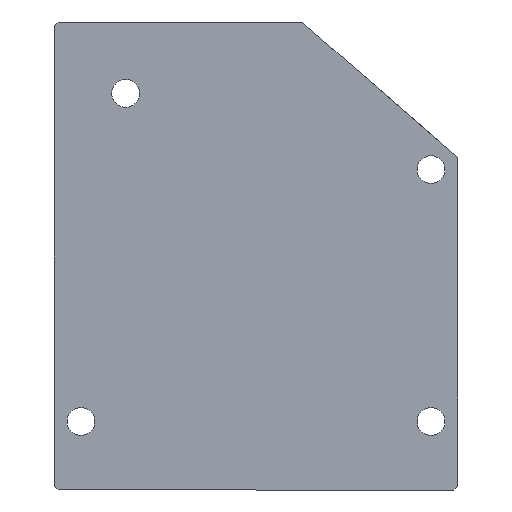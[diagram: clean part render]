
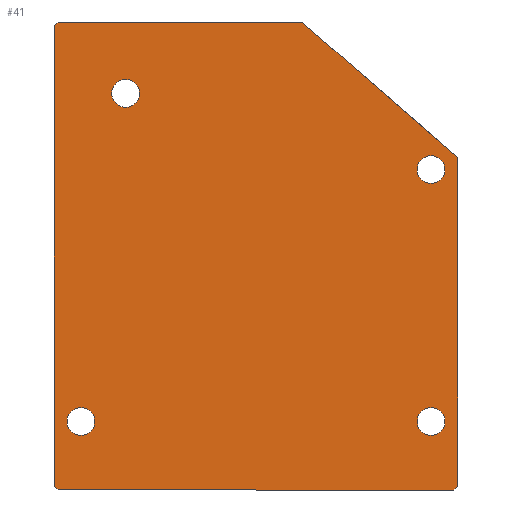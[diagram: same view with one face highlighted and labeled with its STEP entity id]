
A CAD part, front view. The second image highlights one B-rep face of the part: STEP entity #41.
In plain terms, the highlighted planar face has unit normal (0, -1, 0).
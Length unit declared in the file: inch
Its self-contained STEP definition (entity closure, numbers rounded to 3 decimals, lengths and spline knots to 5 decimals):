
#2 = EDGE_CURVE ( 'NONE', #3271, #4008, #2584, .T. ) ;
#32 = EDGE_CURVE ( 'NONE', #4008, #3427, #2354, .T. ) ;
#41 = ADVANCED_FACE ( 'NONE', ( #2239, #3203, #454, #1267, #348 ), #1139, .T. ) ;
#44 = EDGE_CURVE ( 'NONE', #3427, #295, #2120, .T. ) ;
#51 = EDGE_CURVE ( 'NONE', #1904, #2949, #564, .T. ) ;
#90 = DIRECTION ( 'NONE',  ( 0., 1., 0. ) ) ;
#135 = EDGE_CURVE ( 'NONE', #4475, #4661, #840, .T. ) ;
#147 = DIRECTION ( 'NONE',  ( 0., 0., 1. ) ) ;
#195 = EDGE_CURVE ( 'NONE', #3734, #3899, #504, .T. ) ;
#245 = CARTESIAN_POINT ( 'NONE',  ( -2.08661, 0., -2.34252 ) ) ;
#259 = ORIENTED_EDGE ( 'NONE', *, *, #2097, .T. ) ;
#295 = VERTEX_POINT ( 'NONE', #3365 ) ;
#306 = LINE ( 'NONE', #2788, #1352 ) ;
#343 = AXIS2_PLACEMENT_3D ( 'NONE', #1249, #1256, #1236 ) ;
#348 = FACE_BOUND ( 'NONE', #3495, .T. ) ;
#385 = ORIENTED_EDGE ( 'NONE', *, *, #2881, .T. ) ;
#454 = FACE_BOUND ( 'NONE', #1174, .T. ) ;
#457 = CARTESIAN_POINT ( 'NONE',  ( 0.47404, 0., 2.46063 ) ) ;
#494 = AXIS2_PLACEMENT_3D ( 'NONE', #2215, #90, #2578 ) ;
#499 = CARTESIAN_POINT ( 'NONE',  ( 0., 0., -2.38189 ) ) ;
#504 = CIRCLE ( 'NONE', #2258, 0.1437 ) ;
#564 = LINE ( 'NONE', #1391, #3957 ) ;
#724 = DIRECTION ( 'NONE',  ( 0., 1., 0. ) ) ;
#738 = DIRECTION ( 'NONE',  ( 0., 0., 1. ) ) ;
#804 = DIRECTION ( 'NONE',  ( 0., 0., 1. ) ) ;
#809 = LINE ( 'NONE', #499, #3229 ) ;
#840 = CIRCLE ( 'NONE', #1056, 0.1437 ) ;
#852 = ORIENTED_EDGE ( 'NONE', *, *, #3762, .T. ) ;
#880 = CARTESIAN_POINT ( 'NONE',  ( 2.08661, 0., 0. ) ) ;
#931 = DIRECTION ( 'NONE',  ( -0.707, 0., -0.707 ) ) ;
#967 = ORIENTED_EDGE ( 'NONE', *, *, #44, .T. ) ;
#1056 = AXIS2_PLACEMENT_3D ( 'NONE', #1961, #2024, #2100 ) ;
#1080 = CARTESIAN_POINT ( 'NONE',  ( 2.08661, 0., 1.05884 ) ) ;
#1098 = CIRCLE ( 'NONE', #4171, 0.1437 ) ;
#1099 = CARTESIAN_POINT ( 'NONE',  ( -1.81102, 0., -1.67323 ) ) ;
#1101 = DIRECTION ( 'NONE',  ( -0.755, 0., 0.656 ) ) ;
#1139 = PLANE ( 'NONE',  #343 ) ;
#1142 = EDGE_CURVE ( 'NONE', #3739, #4374, #2825, .T. ) ;
#1146 = CIRCLE ( 'NONE', #3767, 0.1437 ) ;
#1174 = EDGE_LOOP ( 'NONE', ( #2478, #3274 ) ) ;
#1194 = ORIENTED_EDGE ( 'NONE', *, *, #195, .T. ) ;
#1208 = DIRECTION ( 'NONE',  ( 1., 0., 0. ) ) ;
#1236 = DIRECTION ( 'NONE',  ( 0., 0., -1. ) ) ;
#1249 = CARTESIAN_POINT ( 'NONE',  ( 0., 0., 0. ) ) ;
#1256 = DIRECTION ( 'NONE',  ( 0., -1., 0. ) ) ;
#1267 = FACE_BOUND ( 'NONE', #1902, .T. ) ;
#1280 = DIRECTION ( 'NONE',  ( 0., 0., -1. ) ) ;
#1290 = DIRECTION ( 'NONE',  ( 0., 1., 0. ) ) ;
#1324 = ORIENTED_EDGE ( 'NONE', *, *, #1142, .T. ) ;
#1348 = CARTESIAN_POINT ( 'NONE',  ( 0., 0., 2.46063 ) ) ;
#1352 = VECTOR ( 'NONE', #3154, 39.37008 ) ;
#1376 = DIRECTION ( 'NONE',  ( -1., 0., 0. ) ) ;
#1391 = CARTESIAN_POINT ( 'NONE',  ( -2.08661, 0., 0. ) ) ;
#1425 = EDGE_CURVE ( 'NONE', #295, #1904, #4501, .T. ) ;
#1449 = CIRCLE ( 'NONE', #494, 0.1437 ) ;
#1559 = VERTEX_POINT ( 'NONE', #1932 ) ;
#1613 = VECTOR ( 'NONE', #804, 39.37008 ) ;
#1629 = CARTESIAN_POINT ( 'NONE',  ( 1.81102, 0., -1.81693 ) ) ;
#1689 = VECTOR ( 'NONE', #2740, 39.37008 ) ;
#1703 = CARTESIAN_POINT ( 'NONE',  ( -1.81102, 0., -1.52953 ) ) ;
#1770 = AXIS2_PLACEMENT_3D ( 'NONE', #4488, #2282, #147 ) ;
#1844 = VERTEX_POINT ( 'NONE', #4702 ) ;
#1848 = VERTEX_POINT ( 'NONE', #2498 ) ;
#1881 = AXIS2_PLACEMENT_3D ( 'NONE', #4211, #2020, #4591 ) ;
#1902 = EDGE_LOOP ( 'NONE', ( #385, #1194 ) ) ;
#1904 = VERTEX_POINT ( 'NONE', #4353 ) ;
#1932 = CARTESIAN_POINT ( 'NONE',  ( -1.34855, 0., 1.57886 ) ) ;
#1961 = CARTESIAN_POINT ( 'NONE',  ( 1.81102, 0., 0.93325 ) ) ;
#2011 = EDGE_LOOP ( 'NONE', ( #4590, #259 ) ) ;
#2013 = ORIENTED_EDGE ( 'NONE', *, *, #2552, .T. ) ;
#2020 = DIRECTION ( 'NONE',  ( 0., 1., 0. ) ) ;
#2024 = DIRECTION ( 'NONE',  ( 0., 1., 0. ) ) ;
#2097 = EDGE_CURVE ( 'NONE', #1559, #1844, #2585, .T. ) ;
#2100 = DIRECTION ( 'NONE',  ( 0., 0., 1. ) ) ;
#2110 = ORIENTED_EDGE ( 'NONE', *, *, #2, .T. ) ;
#2120 = LINE ( 'NONE', #1348, #4067 ) ;
#2215 = CARTESIAN_POINT ( 'NONE',  ( -1.34855, 0., 1.72256 ) ) ;
#2228 = CARTESIAN_POINT ( 'NONE',  ( 1.81102, 0., -1.52953 ) ) ;
#2239 = FACE_OUTER_BOUND ( 'NONE', #3728, .T. ) ;
#2258 = AXIS2_PLACEMENT_3D ( 'NONE', #2561, #2572, #2588 ) ;
#2282 = DIRECTION ( 'NONE',  ( 0., 1., 0. ) ) ;
#2301 = EDGE_CURVE ( 'NONE', #1844, #1559, #1449, .T. ) ;
#2354 = LINE ( 'NONE', #1080, #4305 ) ;
#2478 = ORIENTED_EDGE ( 'NONE', *, *, #2785, .T. ) ;
#2498 = CARTESIAN_POINT ( 'NONE',  ( -2.04724, 0., -2.38189 ) ) ;
#2552 = EDGE_CURVE ( 'NONE', #4374, #3739, #1146, .T. ) ;
#2556 = CIRCLE ( 'NONE', #1881, 0.1437 ) ;
#2561 = CARTESIAN_POINT ( 'NONE',  ( 1.81102, 0., -1.67323 ) ) ;
#2572 = DIRECTION ( 'NONE',  ( 0., 1., 0. ) ) ;
#2578 = DIRECTION ( 'NONE',  ( 0., 0., 1. ) ) ;
#2584 = LINE ( 'NONE', #880, #1613 ) ;
#2585 = CIRCLE ( 'NONE', #1770, 0.1437 ) ;
#2588 = DIRECTION ( 'NONE',  ( 0., 0., 1. ) ) ;
#2658 = LINE ( 'NONE', #245, #1689 ) ;
#2705 = CARTESIAN_POINT ( 'NONE',  ( 2.08661, 0., 1.05884 ) ) ;
#2729 = CARTESIAN_POINT ( 'NONE',  ( -2.04724, 0., 2.46063 ) ) ;
#2740 = DIRECTION ( 'NONE',  ( 0.707, 0., -0.707 ) ) ;
#2760 = ORIENTED_EDGE ( 'NONE', *, *, #3618, .T. ) ;
#2785 = EDGE_CURVE ( 'NONE', #4661, #4475, #1098, .T. ) ;
#2788 = CARTESIAN_POINT ( 'NONE',  ( 2.04724, 0., -2.38189 ) ) ;
#2825 = CIRCLE ( 'NONE', #3358, 0.1437 ) ;
#2869 = VERTEX_POINT ( 'NONE', #4195 ) ;
#2877 = CARTESIAN_POINT ( 'NONE',  ( 1.81102, 0., 0.93325 ) ) ;
#2881 = EDGE_CURVE ( 'NONE', #3899, #3734, #2556, .T. ) ;
#2949 = VERTEX_POINT ( 'NONE', #4631 ) ;
#3154 = DIRECTION ( 'NONE',  ( 0.707, 0., 0.707 ) ) ;
#3203 = FACE_BOUND ( 'NONE', #2011, .T. ) ;
#3229 = VECTOR ( 'NONE', #1208, 39.37008 ) ;
#3244 = DIRECTION ( 'NONE',  ( 0., 0., 1. ) ) ;
#3251 = DIRECTION ( 'NONE',  ( 0., 1., 0. ) ) ;
#3271 = VERTEX_POINT ( 'NONE', #4355 ) ;
#3274 = ORIENTED_EDGE ( 'NONE', *, *, #135, .T. ) ;
#3358 = AXIS2_PLACEMENT_3D ( 'NONE', #1099, #3251, #738 ) ;
#3365 = CARTESIAN_POINT ( 'NONE',  ( -2.04724, 0., 2.46063 ) ) ;
#3427 = VERTEX_POINT ( 'NONE', #457 ) ;
#3467 = CARTESIAN_POINT ( 'NONE',  ( -1.81102, 0., -1.67323 ) ) ;
#3495 = EDGE_LOOP ( 'NONE', ( #2013, #1324 ) ) ;
#3618 = EDGE_CURVE ( 'NONE', #1848, #2869, #809, .T. ) ;
#3621 = ORIENTED_EDGE ( 'NONE', *, *, #51, .T. ) ;
#3728 = EDGE_LOOP ( 'NONE', ( #3621, #852, #2760, #3790, #2110, #4605, #967, #4304 ) ) ;
#3734 = VERTEX_POINT ( 'NONE', #1629 ) ;
#3739 = VERTEX_POINT ( 'NONE', #3810 ) ;
#3762 = EDGE_CURVE ( 'NONE', #2949, #1848, #2658, .T. ) ;
#3767 = AXIS2_PLACEMENT_3D ( 'NONE', #3467, #1290, #3827 ) ;
#3790 = ORIENTED_EDGE ( 'NONE', *, *, #3860, .T. ) ;
#3810 = CARTESIAN_POINT ( 'NONE',  ( -1.81102, 0., -1.81693 ) ) ;
#3827 = DIRECTION ( 'NONE',  ( 0., 0., 1. ) ) ;
#3860 = EDGE_CURVE ( 'NONE', #2869, #3271, #306, .T. ) ;
#3899 = VERTEX_POINT ( 'NONE', #2228 ) ;
#3957 = VECTOR ( 'NONE', #1280, 39.37008 ) ;
#4008 = VERTEX_POINT ( 'NONE', #2705 ) ;
#4067 = VECTOR ( 'NONE', #1376, 39.37008 ) ;
#4171 = AXIS2_PLACEMENT_3D ( 'NONE', #2877, #724, #3244 ) ;
#4195 = CARTESIAN_POINT ( 'NONE',  ( 2.04724, 0., -2.38189 ) ) ;
#4211 = CARTESIAN_POINT ( 'NONE',  ( 1.81102, 0., -1.67323 ) ) ;
#4304 = ORIENTED_EDGE ( 'NONE', *, *, #1425, .T. ) ;
#4305 = VECTOR ( 'NONE', #1101, 39.37008 ) ;
#4314 = CARTESIAN_POINT ( 'NONE',  ( 1.81102, 0., 0.78954 ) ) ;
#4353 = CARTESIAN_POINT ( 'NONE',  ( -2.08661, 0., 2.42126 ) ) ;
#4355 = CARTESIAN_POINT ( 'NONE',  ( 2.08661, 0., -2.34252 ) ) ;
#4374 = VERTEX_POINT ( 'NONE', #1703 ) ;
#4383 = VECTOR ( 'NONE', #931, 39.37008 ) ;
#4430 = CARTESIAN_POINT ( 'NONE',  ( 1.81102, 0., 1.07695 ) ) ;
#4475 = VERTEX_POINT ( 'NONE', #4314 ) ;
#4488 = CARTESIAN_POINT ( 'NONE',  ( -1.34855, 0., 1.72256 ) ) ;
#4501 = LINE ( 'NONE', #2729, #4383 ) ;
#4590 = ORIENTED_EDGE ( 'NONE', *, *, #2301, .T. ) ;
#4591 = DIRECTION ( 'NONE',  ( 0., 0., 1. ) ) ;
#4605 = ORIENTED_EDGE ( 'NONE', *, *, #32, .T. ) ;
#4631 = CARTESIAN_POINT ( 'NONE',  ( -2.08661, 0., -2.34252 ) ) ;
#4661 = VERTEX_POINT ( 'NONE', #4430 ) ;
#4702 = CARTESIAN_POINT ( 'NONE',  ( -1.34855, 0., 1.86626 ) ) ;
